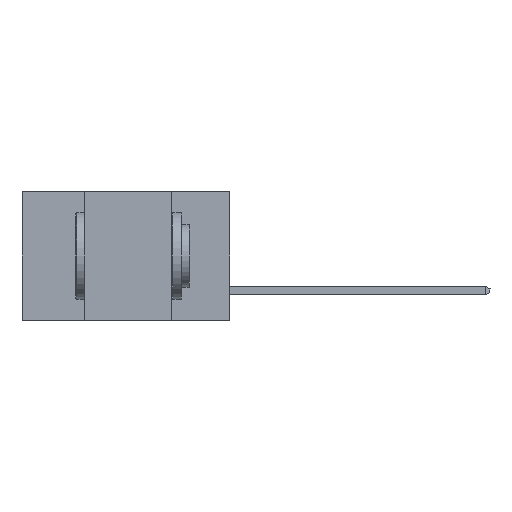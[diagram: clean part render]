
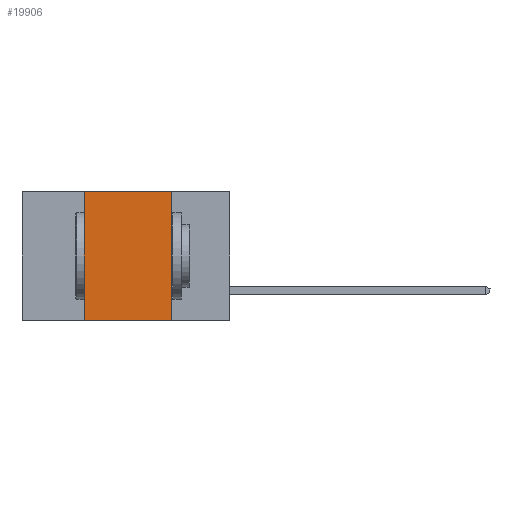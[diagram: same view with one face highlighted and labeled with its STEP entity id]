
A CAD part, left-side view. The second image highlights one B-rep face of the part: STEP entity #19906.
In plain terms, the highlighted planar face has unit normal (-1, 0, 0).
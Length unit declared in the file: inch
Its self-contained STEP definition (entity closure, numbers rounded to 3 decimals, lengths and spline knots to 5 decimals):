
#271 = VECTOR ( 'NONE', #12963, 39.37008 ) ;
#373 = VERTEX_POINT ( 'NONE', #7841 ) ;
#459 = LINE ( 'NONE', #6724, #271 ) ;
#491 = EDGE_CURVE ( 'NONE', #19511, #12729, #8533, .T. ) ;
#2602 = CARTESIAN_POINT ( 'NONE',  ( 0., 0.42, 0. ) ) ;
#2651 = EDGE_LOOP ( 'NONE', ( #15265, #2885, #8714, #9428 ) ) ;
#2736 = VECTOR ( 'NONE', #18809, 39.37008 ) ;
#2885 = ORIENTED_EDGE ( 'NONE', *, *, #15327, .F. ) ;
#3255 = CARTESIAN_POINT ( 'NONE',  ( 0., 0.17, -0.37 ) ) ;
#3358 = VERTEX_POINT ( 'NONE', #2602 ) ;
#3505 = CARTESIAN_POINT ( 'NONE',  ( 0., 0.6, -0.37 ) ) ;
#3551 = LINE ( 'NONE', #3255, #2736 ) ;
#3719 = DIRECTION ( 'NONE',  ( 0., 0., -1. ) ) ;
#4307 = VECTOR ( 'NONE', #12927, 39.37008 ) ;
#5781 = CARTESIAN_POINT ( 'NONE',  ( 0., 0.42, -0.37 ) ) ;
#6724 = CARTESIAN_POINT ( 'NONE',  ( 0., 0.6, 0. ) ) ;
#7002 = CARTESIAN_POINT ( 'NONE',  ( 0., 0.6, 0. ) ) ;
#7091 = CARTESIAN_POINT ( 'NONE',  ( 0., 0.17, -0.37 ) ) ;
#7841 = CARTESIAN_POINT ( 'NONE',  ( 0., 0.17, 0. ) ) ;
#8202 = AXIS2_PLACEMENT_3D ( 'NONE', #7002, #8753, #3719 ) ;
#8533 = LINE ( 'NONE', #3505, #4307 ) ;
#8714 = ORIENTED_EDGE ( 'NONE', *, *, #10661, .F. ) ;
#8753 = DIRECTION ( 'NONE',  ( 1., 0., 0. ) ) ;
#8754 = EDGE_CURVE ( 'NONE', #373, #12729, #3551, .T. ) ;
#9428 = ORIENTED_EDGE ( 'NONE', *, *, #491, .T. ) ;
#9998 = DIRECTION ( 'NONE',  ( 0., 0., 1. ) ) ;
#10661 = EDGE_CURVE ( 'NONE', #19511, #3358, #13451, .T. ) ;
#11612 = FACE_OUTER_BOUND ( 'NONE', #2651, .T. ) ;
#12729 = VERTEX_POINT ( 'NONE', #7091 ) ;
#12927 = DIRECTION ( 'NONE',  ( 0., -1., 0. ) ) ;
#12963 = DIRECTION ( 'NONE',  ( 0., -1., 0. ) ) ;
#13451 = LINE ( 'NONE', #16527, #19733 ) ;
#15265 = ORIENTED_EDGE ( 'NONE', *, *, #8754, .F. ) ;
#15327 = EDGE_CURVE ( 'NONE', #3358, #373, #459, .T. ) ;
#16527 = CARTESIAN_POINT ( 'NONE',  ( 0., 0.42, -0.37 ) ) ;
#18809 = DIRECTION ( 'NONE',  ( 0., 0., -1. ) ) ;
#19511 = VERTEX_POINT ( 'NONE', #5781 ) ;
#19666 = PLANE ( 'NONE',  #8202 ) ;
#19733 = VECTOR ( 'NONE', #9998, 39.37008 ) ;
#19906 = ADVANCED_FACE ( 'NONE', ( #11612 ), #19666, .F. ) ;
